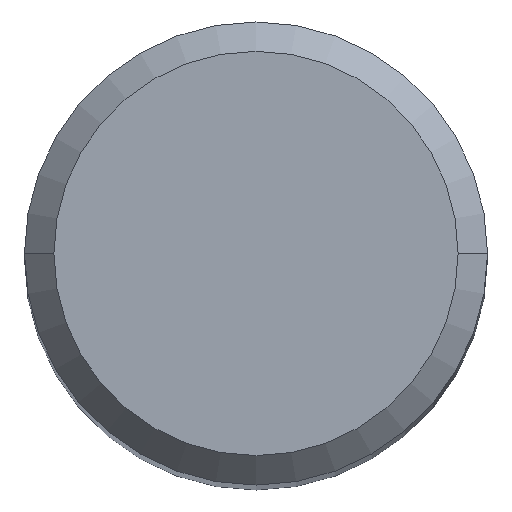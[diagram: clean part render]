
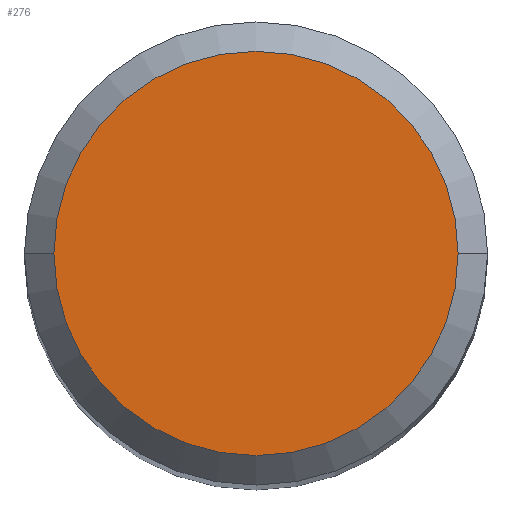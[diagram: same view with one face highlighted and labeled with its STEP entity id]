
A CAD part, top view. The second image highlights one B-rep face of the part: STEP entity #276.
In plain terms, the highlighted planar face has unit normal (0, 0, 1).
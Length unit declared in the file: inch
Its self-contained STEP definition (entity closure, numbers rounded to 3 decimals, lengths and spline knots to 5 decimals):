
#32 = CARTESIAN_POINT ( 'NONE',  ( 0.10311, 0., 2.24409 ) ) ;
#76 = EDGE_CURVE ( 'NONE', #112, #118, #143, .T. ) ;
#78 = CARTESIAN_POINT ( 'NONE',  ( 0., 0., 2.24409 ) ) ;
#81 = AXIS2_PLACEMENT_3D ( 'NONE', #356, #178, #155 ) ;
#112 = VERTEX_POINT ( 'NONE', #32 ) ;
#118 = VERTEX_POINT ( 'NONE', #203 ) ;
#143 = CIRCLE ( 'NONE', #81, 0.10311 ) ;
#155 = DIRECTION ( 'NONE',  ( 1., 0., 0. ) ) ;
#157 = CARTESIAN_POINT ( 'NONE',  ( 0., 0., 2.24409 ) ) ;
#178 = DIRECTION ( 'NONE',  ( 0., 0., 1. ) ) ;
#182 = ORIENTED_EDGE ( 'NONE', *, *, #76, .T. ) ;
#191 = PLANE ( 'NONE',  #298 ) ;
#202 = AXIS2_PLACEMENT_3D ( 'NONE', #157, #252, #254 ) ;
#203 = CARTESIAN_POINT ( 'NONE',  ( -0.10311, 0., 2.24409 ) ) ;
#209 = CIRCLE ( 'NONE', #202, 0.10311 ) ;
#252 = DIRECTION ( 'NONE',  ( 0., 0., 1. ) ) ;
#254 = DIRECTION ( 'NONE',  ( 1., 0., 0. ) ) ;
#260 = FACE_OUTER_BOUND ( 'NONE', #347, .T. ) ;
#271 = EDGE_CURVE ( 'NONE', #118, #112, #209, .T. ) ;
#276 = ADVANCED_FACE ( 'NONE', ( #260 ), #191, .T. ) ;
#281 = DIRECTION ( 'NONE',  ( 1., 0., 0. ) ) ;
#284 = ORIENTED_EDGE ( 'NONE', *, *, #271, .T. ) ;
#298 = AXIS2_PLACEMENT_3D ( 'NONE', #78, #346, #281 ) ;
#346 = DIRECTION ( 'NONE',  ( 0., 0., 1. ) ) ;
#347 = EDGE_LOOP ( 'NONE', ( #284, #182 ) ) ;
#356 = CARTESIAN_POINT ( 'NONE',  ( 0., 0., 2.24409 ) ) ;
